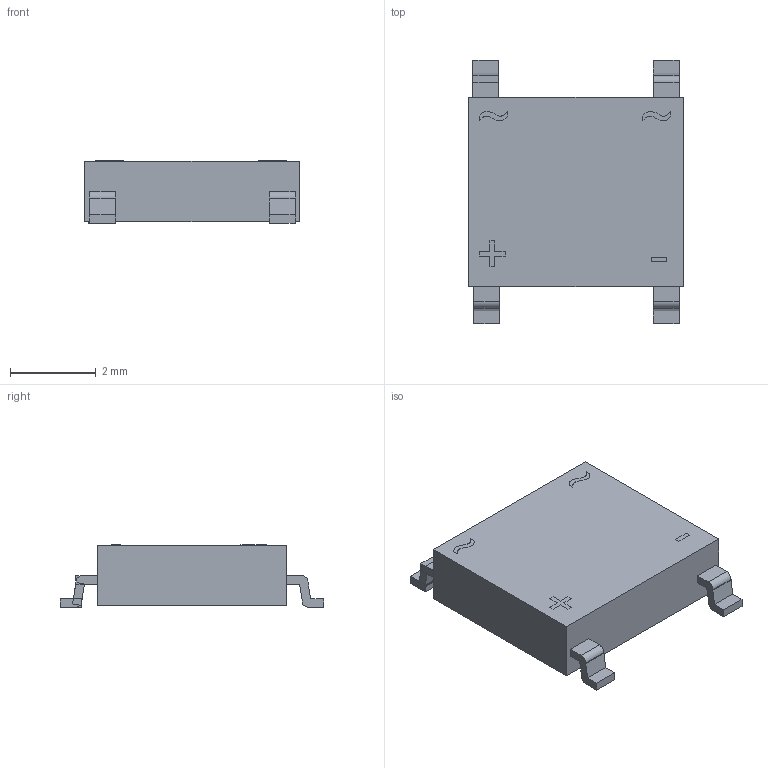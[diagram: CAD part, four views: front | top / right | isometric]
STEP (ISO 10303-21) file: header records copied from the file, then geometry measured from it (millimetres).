
FILE_DESCRIPTION(('FreeCAD Model'),'2;1');
FILE_NAME('Gleichrichter ABS10.step','2017-01-31T18:57:41', ('Author'),(''),'Open CASCADE STEP processor 6.8','FreeCAD','Unknown' );
FILE_SCHEMA(('AUTOMOTIVE_DESIGN_CC2 { 1 2 10303 214 -1 1 5 4 }'));
Length unit declared in the file: millimetre
Products named in the file (13): ASSEMBLY; Würfel; Fusion001; Fusion002; Würfel002; Würfel003; Fusion; Fusion003; Würfel001; ShapeString; ShapeString001; ShapeString002; ShapeString003
Assembly tree (12 placements, depth 2):
  ASSEMBLY
    Würfel
    Fusion001
    Fusion002
    Würfel002
    Würfel003
    Fusion
    Fusion003
    Würfel001
    ShapeString
    ShapeString001
    ShapeString002
    ShapeString003
Bounding box: 5 x 6.12 x 1.46 mm (x, y, z)
Volume: 31.6 mm3; surface area: 82.9 mm2
Topology: 8 solids, 12 shells, 84 faces, 240 edges, 176 vertices
Faces by surface type: plane 76, cylinder 8
Entity records: 5892 total; most frequent: CARTESIAN_POINT 1185, DIRECTION 778, LINE 552, VECTOR 552, ORIENTED_EDGE 432, PCURVE 432, DEFINITIONAL_REPRESENTATION 432, EDGE_CURVE 240
